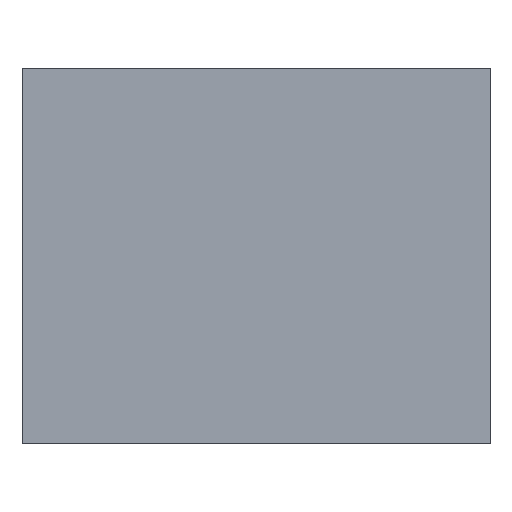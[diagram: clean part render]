
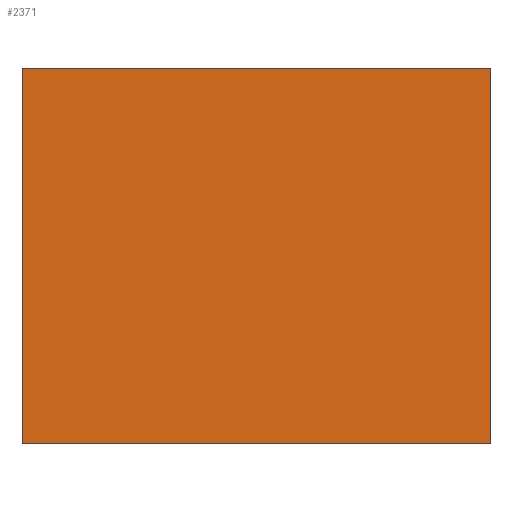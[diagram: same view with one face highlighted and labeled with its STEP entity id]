
A CAD part, left-side view. The second image highlights one B-rep face of the part: STEP entity #2371.
In plain terms, the highlighted planar face has unit normal (-1, 0, 0).
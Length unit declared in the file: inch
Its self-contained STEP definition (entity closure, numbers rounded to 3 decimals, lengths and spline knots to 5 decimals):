
#35 = AXIS2_PLACEMENT_3D ( 'NONE', #789, #1342, #46 ) ;
#46 = DIRECTION ( 'NONE',  ( 0., 1., 0. ) ) ;
#48 = VECTOR ( 'NONE', #1769, 39.37008 ) ;
#146 = CARTESIAN_POINT ( 'NONE',  ( 78.42239, -880.91941, 794.95558 ) ) ;
#207 = EDGE_CURVE ( 'NONE', #1881, #1889, #1711, .T. ) ;
#249 = DIRECTION ( 'NONE',  ( 0., -1., 0. ) ) ;
#485 = CARTESIAN_POINT ( 'NONE',  ( 78.42239, -880.91941, -189.41942 ) ) ;
#589 = DIRECTION ( 'NONE',  ( 0., -1., 0. ) ) ;
#727 = CARTESIAN_POINT ( 'NONE',  ( 78.42239, 349.54934, 794.95558 ) ) ;
#771 = EDGE_CURVE ( 'NONE', #1889, #1787, #1242, .T. ) ;
#780 = PLANE ( 'NONE',  #35 ) ;
#789 = CARTESIAN_POINT ( 'NONE',  ( 78.42239, 349.54934, 794.95558 ) ) ;
#869 = CARTESIAN_POINT ( 'NONE',  ( 78.42239, -880.91941, 794.95558 ) ) ;
#896 = CARTESIAN_POINT ( 'NONE',  ( 78.42239, 349.54934, 794.95558 ) ) ;
#987 = CARTESIAN_POINT ( 'NONE',  ( 78.42239, 349.54934, 794.95558 ) ) ;
#1000 = ORIENTED_EDGE ( 'NONE', *, *, #207, .F. ) ;
#1089 = DIRECTION ( 'NONE',  ( 0., 0., -1. ) ) ;
#1127 = VECTOR ( 'NONE', #1089, 39.37008 ) ;
#1242 = LINE ( 'NONE', #869, #48 ) ;
#1339 = EDGE_CURVE ( 'NONE', #1881, #1803, #2370, .T. ) ;
#1342 = DIRECTION ( 'NONE',  ( 1., 0., 0. ) ) ;
#1368 = FACE_OUTER_BOUND ( 'NONE', #2206, .T. ) ;
#1389 = LINE ( 'NONE', #1940, #2231 ) ;
#1603 = CARTESIAN_POINT ( 'NONE',  ( 78.42239, 349.54934, -189.41942 ) ) ;
#1711 = LINE ( 'NONE', #987, #1828 ) ;
#1769 = DIRECTION ( 'NONE',  ( 0., 0., -1. ) ) ;
#1787 = VERTEX_POINT ( 'NONE', #485 ) ;
#1803 = VERTEX_POINT ( 'NONE', #1603 ) ;
#1828 = VECTOR ( 'NONE', #589, 39.37008 ) ;
#1872 = ORIENTED_EDGE ( 'NONE', *, *, #2103, .T. ) ;
#1881 = VERTEX_POINT ( 'NONE', #896 ) ;
#1889 = VERTEX_POINT ( 'NONE', #146 ) ;
#1940 = CARTESIAN_POINT ( 'NONE',  ( 78.42239, 349.54934, -189.41942 ) ) ;
#1995 = ORIENTED_EDGE ( 'NONE', *, *, #771, .F. ) ;
#2030 = ORIENTED_EDGE ( 'NONE', *, *, #1339, .T. ) ;
#2103 = EDGE_CURVE ( 'NONE', #1803, #1787, #1389, .T. ) ;
#2206 = EDGE_LOOP ( 'NONE', ( #1872, #1995, #1000, #2030 ) ) ;
#2231 = VECTOR ( 'NONE', #249, 39.37008 ) ;
#2370 = LINE ( 'NONE', #727, #1127 ) ;
#2371 = ADVANCED_FACE ( 'NONE', ( #1368 ), #780, .F. ) ;
